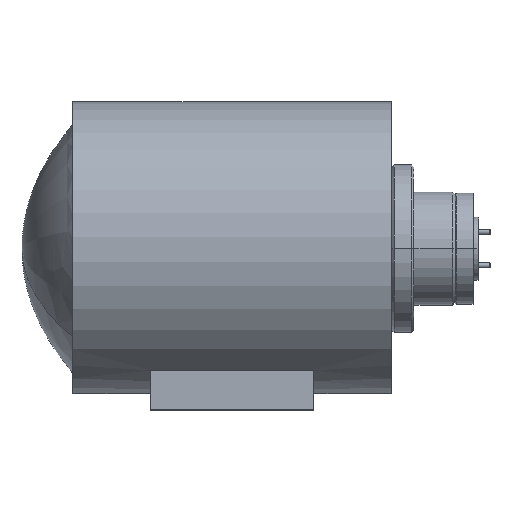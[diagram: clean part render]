
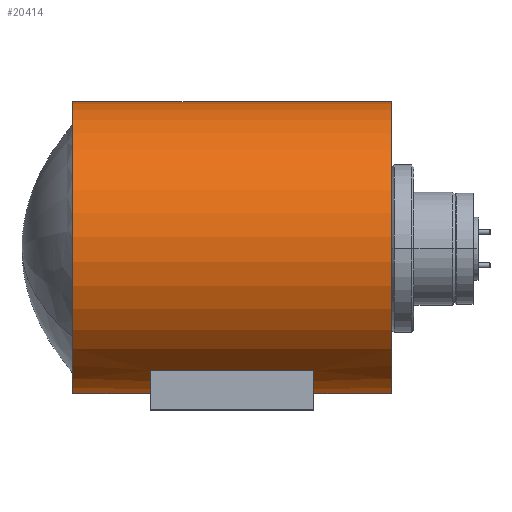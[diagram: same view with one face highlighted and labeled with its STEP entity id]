
A CAD part, top view. The second image highlights one B-rep face of the part: STEP entity #20414.
In plain terms, the highlighted cylindrical face has radius 44.45 mm (diameter 88.9 mm), a partial arc.
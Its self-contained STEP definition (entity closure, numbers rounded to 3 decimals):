
#89 = ORIENTED_EDGE ( 'NONE', *, *, #30016, .F. ) ;
#173 = ORIENTED_EDGE ( 'NONE', *, *, #19055, .F. ) ;
#636 = CARTESIAN_POINT ( 'NONE',  ( -23.495, 48.85, 0. ) ) ;
#695 = CARTESIAN_POINT ( 'NONE',  ( 0., 48.85, 0. ) ) ;
#1179 = VECTOR ( 'NONE', #32434, 1000. ) ;
#2396 = AXIS2_PLACEMENT_3D ( 'NONE', #16479, #13712, #25014 ) ;
#3182 = CARTESIAN_POINT ( 'NONE',  ( 49.53, 48.85, 0. ) ) ;
#4034 = DIRECTION ( 'NONE',  ( 1., 0., 0. ) ) ;
#5409 = LINE ( 'NONE', #22268, #10425 ) ;
#5489 = EDGE_CURVE ( 'NONE', #27870, #32315, #25331, .T. ) ;
#6468 = CARTESIAN_POINT ( 'NONE',  ( 0., 4.908, 6.701 ) ) ;
#7034 = LINE ( 'NONE', #32254, #1179 ) ;
#7058 = CARTESIAN_POINT ( 'NONE',  ( -23.495, 4.908, 6.701 ) ) ;
#7123 = CARTESIAN_POINT ( 'NONE',  ( -23.495, 93.3, 0. ) ) ;
#7961 = CYLINDRICAL_SURFACE ( 'NONE', #2396, 44.45 ) ;
#7985 = CIRCLE ( 'NONE', #8594, 44.45 ) ;
#8594 = AXIS2_PLACEMENT_3D ( 'NONE', #27503, #32700, #21746 ) ;
#9569 = CIRCLE ( 'NONE', #21412, 44.45 ) ;
#10425 = VECTOR ( 'NONE', #33582, 1000. ) ;
#10546 = CARTESIAN_POINT ( 'NONE',  ( -26.035, 11.938, 24.765 ) ) ;
#10692 = EDGE_CURVE ( 'NONE', #36193, #26090, #5409, .T. ) ;
#10929 = LINE ( 'NONE', #35770, #17219 ) ;
#11282 = CARTESIAN_POINT ( 'NONE',  ( 73.025, 4.908, 6.701 ) ) ;
#11793 = DIRECTION ( 'NONE',  ( 0., -1., 0. ) ) ;
#12127 = VECTOR ( 'NONE', #21837, 1000. ) ;
#12367 = CARTESIAN_POINT ( 'NONE',  ( 49.53, 11.938, 24.765 ) ) ;
#12628 = CIRCLE ( 'NONE', #16763, 44.45 ) ;
#13712 = DIRECTION ( 'NONE',  ( 1., 0., 0. ) ) ;
#15360 = CARTESIAN_POINT ( 'NONE',  ( 49.53, 4.908, 6.701 ) ) ;
#16479 = CARTESIAN_POINT ( 'NONE',  ( -26.035, 48.85, 0. ) ) ;
#16763 = AXIS2_PLACEMENT_3D ( 'NONE', #695, #4034, #23331 ) ;
#16883 = EDGE_CURVE ( 'NONE', #32315, #34375, #7034, .T. ) ;
#17219 = VECTOR ( 'NONE', #21665, 1000. ) ;
#18552 = VERTEX_POINT ( 'NONE', #7058 ) ;
#19055 = EDGE_CURVE ( 'NONE', #32597, #34178, #12628, .T. ) ;
#19082 = ORIENTED_EDGE ( 'NONE', *, *, #34281, .F. ) ;
#20170 = ORIENTED_EDGE ( 'NONE', *, *, #16883, .T. ) ;
#20414 = ADVANCED_FACE ( 'NONE', ( #33349 ), #7961, .T. ) ;
#21128 = EDGE_CURVE ( 'NONE', #26090, #34375, #7985, .T. ) ;
#21412 = AXIS2_PLACEMENT_3D ( 'NONE', #636, #26064, #11793 ) ;
#21665 = DIRECTION ( 'NONE',  ( 1., 0., 0. ) ) ;
#21746 = DIRECTION ( 'NONE',  ( 0., 1., 0. ) ) ;
#21837 = DIRECTION ( 'NONE',  ( -1., 0., 0. ) ) ;
#22268 = CARTESIAN_POINT ( 'NONE',  ( -26.035, 93.3, 0. ) ) ;
#22412 = ORIENTED_EDGE ( 'NONE', *, *, #21128, .F. ) ;
#23331 = DIRECTION ( 'NONE',  ( 0., 0., -1. ) ) ;
#23632 = ORIENTED_EDGE ( 'NONE', *, *, #5489, .T. ) ;
#25014 = DIRECTION ( 'NONE',  ( 0., 1., 0. ) ) ;
#25331 = CIRCLE ( 'NONE', #33001, 44.45 ) ;
#25997 = DIRECTION ( 'NONE',  ( 1., 0., 0. ) ) ;
#26026 = CARTESIAN_POINT ( 'NONE',  ( 0., 11.938, 24.765 ) ) ;
#26064 = DIRECTION ( 'NONE',  ( -1., 0., 0. ) ) ;
#26090 = VERTEX_POINT ( 'NONE', #34822 ) ;
#27503 = CARTESIAN_POINT ( 'NONE',  ( 73.025, 48.85, 0. ) ) ;
#27870 = VERTEX_POINT ( 'NONE', #12367 ) ;
#28694 = ORIENTED_EDGE ( 'NONE', *, *, #10692, .F. ) ;
#28777 = EDGE_CURVE ( 'NONE', #18552, #34178, #10929, .T. ) ;
#30016 = EDGE_CURVE ( 'NONE', #18552, #36193, #9569, .T. ) ;
#32254 = CARTESIAN_POINT ( 'NONE',  ( -26.035, 4.908, 6.701 ) ) ;
#32315 = VERTEX_POINT ( 'NONE', #15360 ) ;
#32434 = DIRECTION ( 'NONE',  ( 1., 0., 0. ) ) ;
#32597 = VERTEX_POINT ( 'NONE', #26026 ) ;
#32700 = DIRECTION ( 'NONE',  ( 1., 0., 0. ) ) ;
#33001 = AXIS2_PLACEMENT_3D ( 'NONE', #3182, #25997, #33618 ) ;
#33345 = LINE ( 'NONE', #10546, #12127 ) ;
#33349 = FACE_OUTER_BOUND ( 'NONE', #34667, .T. ) ;
#33582 = DIRECTION ( 'NONE',  ( 1., 0., 0. ) ) ;
#33618 = DIRECTION ( 'NONE',  ( 0., 0., -1. ) ) ;
#34178 = VERTEX_POINT ( 'NONE', #6468 ) ;
#34281 = EDGE_CURVE ( 'NONE', #27870, #32597, #33345, .T. ) ;
#34375 = VERTEX_POINT ( 'NONE', #11282 ) ;
#34667 = EDGE_LOOP ( 'NONE', ( #28694, #89, #35330, #173, #19082, #23632, #20170, #22412 ) ) ;
#34822 = CARTESIAN_POINT ( 'NONE',  ( 73.025, 93.3, 0. ) ) ;
#35330 = ORIENTED_EDGE ( 'NONE', *, *, #28777, .T. ) ;
#35770 = CARTESIAN_POINT ( 'NONE',  ( -26.035, 4.908, 6.701 ) ) ;
#36193 = VERTEX_POINT ( 'NONE', #7123 ) ;
